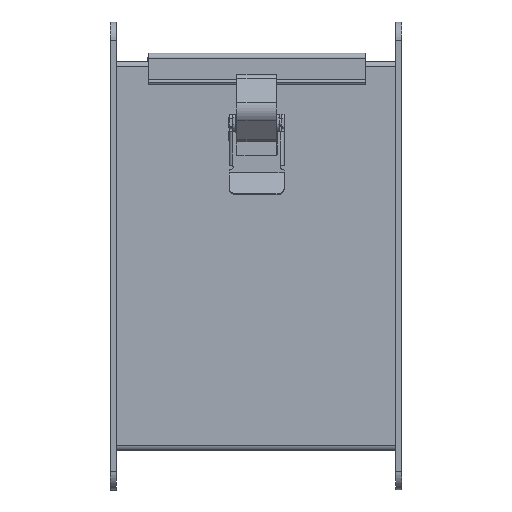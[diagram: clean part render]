
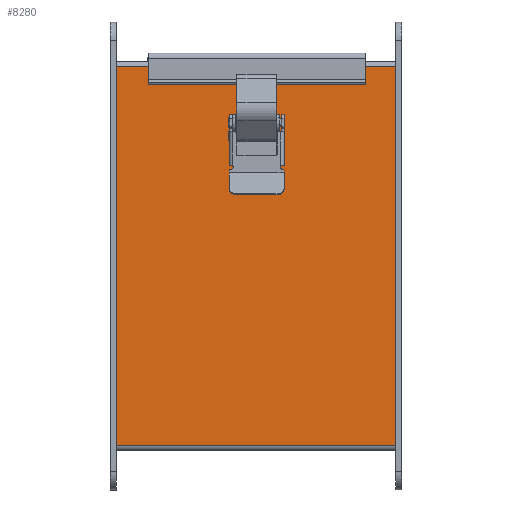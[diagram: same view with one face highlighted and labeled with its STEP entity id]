
A CAD part, front view. The second image highlights one B-rep face of the part: STEP entity #8280.
In plain terms, the highlighted planar face has unit normal (0, -1, 0).
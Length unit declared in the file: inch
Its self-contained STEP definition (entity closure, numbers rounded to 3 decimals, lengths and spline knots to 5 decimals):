
#273 = PLANE ( 'NONE',  #7844 ) ;
#281 = VERTEX_POINT ( 'NONE', #3932 ) ;
#521 = ORIENTED_EDGE ( 'NONE', *, *, #6897, .T. ) ;
#564 = CARTESIAN_POINT ( 'NONE',  ( -2.875, -4., 8. ) ) ;
#876 = DIRECTION ( 'NONE',  ( 0., -1., 0. ) ) ;
#1347 = DIRECTION ( 'NONE',  ( 0., 0., 1. ) ) ;
#1386 = EDGE_CURVE ( 'NONE', #3062, #4925, #2987, .T. ) ;
#1618 = CARTESIAN_POINT ( 'NONE',  ( -2.875, -4., 8. ) ) ;
#1814 = VERTEX_POINT ( 'NONE', #7500 ) ;
#2200 = VECTOR ( 'NONE', #5165, 39.37008 ) ;
#2212 = ORIENTED_EDGE ( 'NONE', *, *, #2374, .T. ) ;
#2374 = EDGE_CURVE ( 'NONE', #1814, #3062, #6920, .T. ) ;
#2410 = EDGE_CURVE ( 'NONE', #4925, #281, #7714, .T. ) ;
#2970 = LINE ( 'NONE', #6516, #8741 ) ;
#2982 = CARTESIAN_POINT ( 'NONE',  ( 2.875, -4., 7.892 ) ) ;
#2987 = LINE ( 'NONE', #5872, #2200 ) ;
#3062 = VERTEX_POINT ( 'NONE', #2982 ) ;
#3932 = CARTESIAN_POINT ( 'NONE',  ( -2.875, -4., 0.108 ) ) ;
#4755 = EDGE_LOOP ( 'NONE', ( #7181, #521, #2212, #6487 ) ) ;
#4925 = VERTEX_POINT ( 'NONE', #9142 ) ;
#5165 = DIRECTION ( 'NONE',  ( -1., 0., 0. ) ) ;
#5872 = CARTESIAN_POINT ( 'NONE',  ( -2.875, -4., 7.892 ) ) ;
#6008 = DIRECTION ( 'NONE',  ( 0., 0., -1. ) ) ;
#6487 = ORIENTED_EDGE ( 'NONE', *, *, #1386, .T. ) ;
#6516 = CARTESIAN_POINT ( 'NONE',  ( -2.875, -4., 0.108 ) ) ;
#6742 = VECTOR ( 'NONE', #9184, 39.37008 ) ;
#6897 = EDGE_CURVE ( 'NONE', #281, #1814, #2970, .T. ) ;
#6920 = LINE ( 'NONE', #7615, #8702 ) ;
#7181 = ORIENTED_EDGE ( 'NONE', *, *, #2410, .T. ) ;
#7500 = CARTESIAN_POINT ( 'NONE',  ( 2.875, -4., 0.108 ) ) ;
#7615 = CARTESIAN_POINT ( 'NONE',  ( 2.875, -4., 8. ) ) ;
#7714 = LINE ( 'NONE', #564, #6742 ) ;
#7822 = DIRECTION ( 'NONE',  ( 1., 0., 0. ) ) ;
#7844 = AXIS2_PLACEMENT_3D ( 'NONE', #1618, #876, #6008 ) ;
#8280 = ADVANCED_FACE ( 'NONE', ( #8751 ), #273, .T. ) ;
#8702 = VECTOR ( 'NONE', #1347, 39.37008 ) ;
#8741 = VECTOR ( 'NONE', #7822, 39.37008 ) ;
#8751 = FACE_OUTER_BOUND ( 'NONE', #4755, .T. ) ;
#9142 = CARTESIAN_POINT ( 'NONE',  ( -2.875, -4., 7.892 ) ) ;
#9184 = DIRECTION ( 'NONE',  ( 0., 0., -1. ) ) ;
